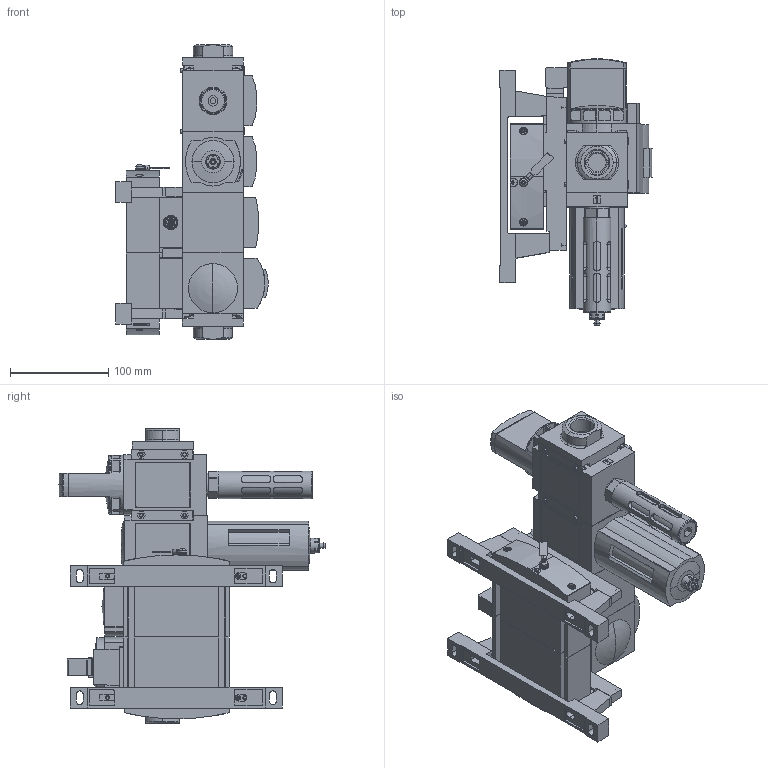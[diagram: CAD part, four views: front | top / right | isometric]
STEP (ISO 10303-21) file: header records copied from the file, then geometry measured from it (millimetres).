
FILE_DESCRIPTION(('STEP AP214'),'1');
FILE_NAME('MS6-D2M.stp','2022-07-08T08:44:18',('3D-Tool'),(' '),'Spatial InterOp 3D',' ',' ');
FILE_SCHEMA(('AUTOMOTIVE_DESIGN { 1 0 10303 214 1 1 1 1 }'));
Length unit declared in the file: millimetre
Products named in the file (1): 531030 MSB6-AGE:C4:H2|HI_526083 MS6-AGE---(000pr);HI_526083 MS6-AGE---(000pr)
Bounding box: 155.38 x 271.7 x 300.8 mm (x, y, z)
Volume: 3047709 mm3; surface area: 486350.3 mm2
Topology: 33 solids, 34 shells, 3819 faces, 10095 edges, 6515 vertices
Faces by surface type: plane 2190, cylinder 1128, cone 368, torus 117, sphere 16
Entity records: 154017 total; most frequent: CARTESIAN_POINT 26595, DIRECTION 20373, ORIENTED_EDGE 20138, EDGE_CURVE 10069, AXIS2_PLACEMENT_3D 6935, VERTEX_POINT 6515, LINE 6503, VECTOR 6503
